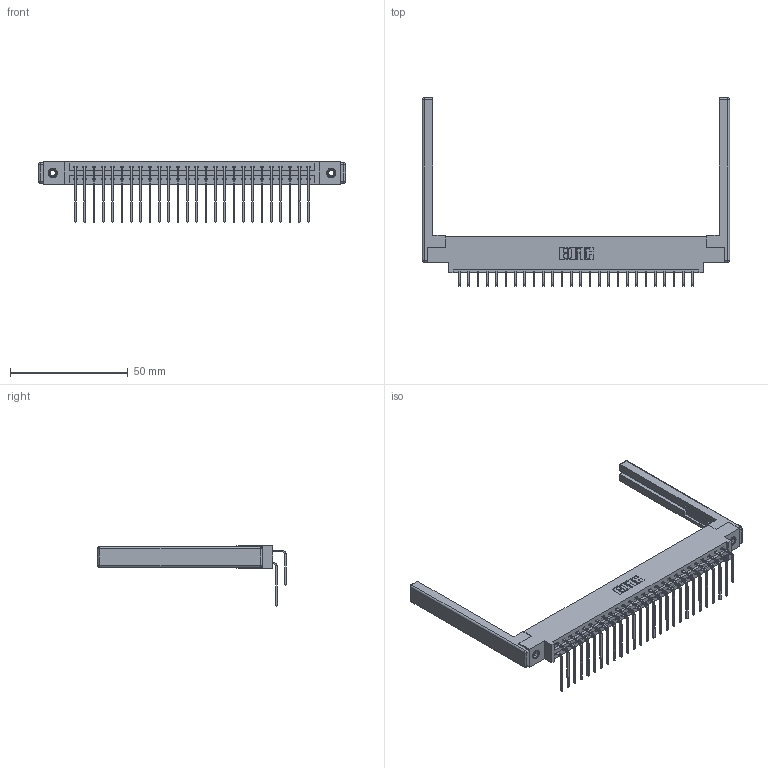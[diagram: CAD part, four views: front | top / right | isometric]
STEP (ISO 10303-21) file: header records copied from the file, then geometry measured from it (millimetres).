
FILE_DESCRIPTION (( 'STEP AP203' ), '1' );
FILE_NAME ('337-052-559-868.STEP', '2019-10-11T18:37:27', ( '' ), ( '' ), 'SwSTEP 2.0', 'SolidWorks 2016', '' );
FILE_SCHEMA (( 'CONFIG_CONTROL_DESIGN' ));
Length unit declared in the file: inch
Products named in the file (6): 345-250-001_345-250-001-102; 345-292-001_559 Tail - 2; 307-220-068; 345-292-001_558 559 Tail - 1; 337 Part_0.170 Offset - 0.156 Dia-TI; 337-052-559-868
Assembly tree (57 placements, depth 2):
  337-052-559-868
    337 Part_0.170 Offset - 0.156 Dia-TI
    345-292-001_558 559 Tail - 1  x26
    345-292-001_559 Tail - 2  x26
    345-250-001_345-250-001-102  x2
    307-220-068  x2
Bounding box: 130.45 x 79.95 x 25.53 mm (x, y, z)
Volume: 18102.6 mm3; surface area: 21001 mm2
Topology: 57 solids, 57 shells, 3184 faces, 9397 edges, 6174 vertices
Faces by surface type: plane 2242, cylinder 918, cone 12, sphere 8, torus 4
Entity records: 26904 total; most frequent: CARTESIAN_POINT 4558, ORIENTED_EDGE 4432, DIRECTION 3958, EDGE_CURVE 2216, LINE 1998, VECTOR 1998, VERTEX_POINT 1466, AXIS2_PLACEMENT_3D 980
